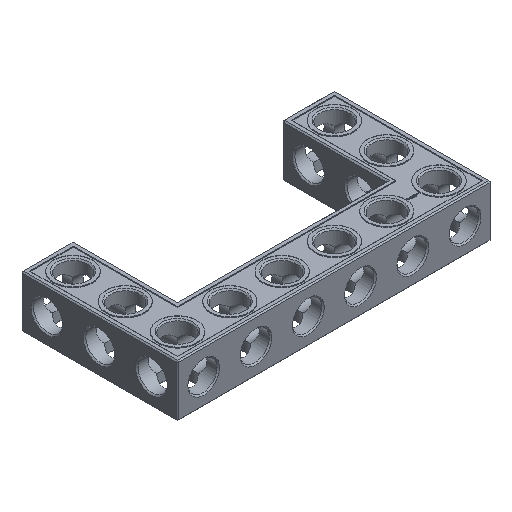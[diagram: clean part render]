
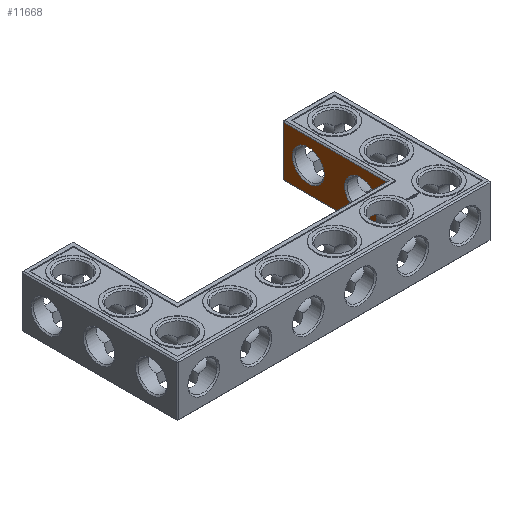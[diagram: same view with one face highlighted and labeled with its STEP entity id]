
A CAD part, isometric view. The second image highlights one B-rep face of the part: STEP entity #11668.
In plain terms, the highlighted planar face has unit normal (-1, 0, 0).
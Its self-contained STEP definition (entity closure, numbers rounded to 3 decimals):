
#1511 = PLANE('',#1512);
#1512 = AXIS2_PLACEMENT_3D('',#1513,#1514,#1515);
#1513 = CARTESIAN_POINT('',(-6.1,31.25,0.15));
#1514 = DIRECTION('',(-0.707,0.,-0.707));
#1515 = DIRECTION('',(0.,1.,0.));
#8327 = VERTEX_POINT('',#8328);
#8328 = CARTESIAN_POINT('',(-6.25,6.25,0.3));
#8342 = PLANE('',#8343);
#8343 = AXIS2_PLACEMENT_3D('',#8344,#8345,#8346);
#8344 = CARTESIAN_POINT('',(-56.25,6.25,0.));
#8345 = DIRECTION('',(0.,1.,0.));
#8346 = DIRECTION('',(1.,0.,0.));
#8380 = VERTEX_POINT('',#8381);
#8381 = CARTESIAN_POINT('',(-6.25,30.95,0.3));
#8407 = EDGE_CURVE('',#8380,#8327,#8408,.T.);
#8408 = SURFACE_CURVE('',#8409,(#8413,#8420),.PCURVE_S1.);
#8409 = LINE('',#8410,#8411);
#8410 = CARTESIAN_POINT('',(-6.25,31.25,0.3));
#8411 = VECTOR('',#8412,1.);
#8412 = DIRECTION('',(0.,-1.,0.));
#8413 = PCURVE('',#1511,#8414);
#8414 = DEFINITIONAL_REPRESENTATION('',(#8415),#8419);
#8415 = LINE('',#8416,#8417);
#8416 = CARTESIAN_POINT('',(-0.,-0.212));
#8417 = VECTOR('',#8418,1.);
#8418 = DIRECTION('',(-1.,0.));
#8419 = ( GEOMETRIC_REPRESENTATION_CONTEXT(2) 
PARAMETRIC_REPRESENTATION_CONTEXT() REPRESENTATION_CONTEXT('2D SPACE',''
  ) );
#8420 = PCURVE('',#8421,#8426);
#8421 = PLANE('',#8422);
#8422 = AXIS2_PLACEMENT_3D('',#8423,#8424,#8425);
#8423 = CARTESIAN_POINT('',(-6.25,31.25,0.));
#8424 = DIRECTION('',(1.,0.,0.));
#8425 = DIRECTION('',(0.,-1.,0.));
#8426 = DEFINITIONAL_REPRESENTATION('',(#8427),#8431);
#8427 = LINE('',#8428,#8429);
#8428 = CARTESIAN_POINT('',(0.,-0.3));
#8429 = VECTOR('',#8430,1.);
#8430 = DIRECTION('',(1.,0.));
#8431 = ( GEOMETRIC_REPRESENTATION_CONTEXT(2) 
PARAMETRIC_REPRESENTATION_CONTEXT() REPRESENTATION_CONTEXT('2D SPACE',''
  ) );
#11465 = VERTEX_POINT('',#11466);
#11466 = CARTESIAN_POINT('',(-6.25,6.25,12.2));
#11492 = EDGE_CURVE('',#8327,#11465,#11493,.T.);
#11493 = SURFACE_CURVE('',#11494,(#11498,#11505),.PCURVE_S1.);
#11494 = LINE('',#11495,#11496);
#11495 = CARTESIAN_POINT('',(-6.25,6.25,0.));
#11496 = VECTOR('',#11497,1.);
#11497 = DIRECTION('',(0.,0.,1.));
#11498 = PCURVE('',#8342,#11499);
#11499 = DEFINITIONAL_REPRESENTATION('',(#11500),#11504);
#11500 = LINE('',#11501,#11502);
#11501 = CARTESIAN_POINT('',(50.,0.));
#11502 = VECTOR('',#11503,1.);
#11503 = DIRECTION('',(0.,-1.));
#11504 = ( GEOMETRIC_REPRESENTATION_CONTEXT(2) 
PARAMETRIC_REPRESENTATION_CONTEXT() REPRESENTATION_CONTEXT('2D SPACE',''
  ) );
#11505 = PCURVE('',#8421,#11506);
#11506 = DEFINITIONAL_REPRESENTATION('',(#11507),#11511);
#11507 = LINE('',#11508,#11509);
#11508 = CARTESIAN_POINT('',(25.,0.));
#11509 = VECTOR('',#11510,1.);
#11510 = DIRECTION('',(0.,-1.));
#11511 = ( GEOMETRIC_REPRESENTATION_CONTEXT(2) 
PARAMETRIC_REPRESENTATION_CONTEXT() REPRESENTATION_CONTEXT('2D SPACE',''
  ) );
#11657 = PLANE('',#11658);
#11658 = AXIS2_PLACEMENT_3D('',#11659,#11660,#11661);
#11659 = CARTESIAN_POINT('',(-6.1,31.1,0.));
#11660 = DIRECTION('',(-0.707,0.707,0.));
#11661 = DIRECTION('',(-0.,-0.,-1.));
#11668 = ADVANCED_FACE('',(#11669,#11722,#11757),#8421,.F.);
#11669 = FACE_BOUND('',#11670,.F.);
#11670 = EDGE_LOOP('',(#11671,#11672,#11673,#11696));
#11671 = ORIENTED_EDGE('',*,*,#11492,.F.);
#11672 = ORIENTED_EDGE('',*,*,#8407,.F.);
#11673 = ORIENTED_EDGE('',*,*,#11674,.T.);
#11674 = EDGE_CURVE('',#8380,#11675,#11677,.T.);
#11675 = VERTEX_POINT('',#11676);
#11676 = CARTESIAN_POINT('',(-6.25,30.95,12.2));
#11677 = SURFACE_CURVE('',#11678,(#11682,#11689),.PCURVE_S1.);
#11678 = LINE('',#11679,#11680);
#11679 = CARTESIAN_POINT('',(-6.25,30.95,0.));
#11680 = VECTOR('',#11681,1.);
#11681 = DIRECTION('',(0.,0.,1.));
#11682 = PCURVE('',#8421,#11683);
#11683 = DEFINITIONAL_REPRESENTATION('',(#11684),#11688);
#11684 = LINE('',#11685,#11686);
#11685 = CARTESIAN_POINT('',(0.3,0.));
#11686 = VECTOR('',#11687,1.);
#11687 = DIRECTION('',(0.,-1.));
#11688 = ( GEOMETRIC_REPRESENTATION_CONTEXT(2) 
PARAMETRIC_REPRESENTATION_CONTEXT() REPRESENTATION_CONTEXT('2D SPACE',''
  ) );
#11689 = PCURVE('',#11657,#11690);
#11690 = DEFINITIONAL_REPRESENTATION('',(#11691),#11695);
#11691 = LINE('',#11692,#11693);
#11692 = CARTESIAN_POINT('',(-0.,0.212));
#11693 = VECTOR('',#11694,1.);
#11694 = DIRECTION('',(-1.,0.));
#11695 = ( GEOMETRIC_REPRESENTATION_CONTEXT(2) 
PARAMETRIC_REPRESENTATION_CONTEXT() REPRESENTATION_CONTEXT('2D SPACE',''
  ) );
#11696 = ORIENTED_EDGE('',*,*,#11697,.T.);
#11697 = EDGE_CURVE('',#11675,#11465,#11698,.T.);
#11698 = SURFACE_CURVE('',#11699,(#11703,#11710),.PCURVE_S1.);
#11699 = LINE('',#11700,#11701);
#11700 = CARTESIAN_POINT('',(-6.25,31.25,12.2));
#11701 = VECTOR('',#11702,1.);
#11702 = DIRECTION('',(0.,-1.,0.));
#11703 = PCURVE('',#8421,#11704);
#11704 = DEFINITIONAL_REPRESENTATION('',(#11705),#11709);
#11705 = LINE('',#11706,#11707);
#11706 = CARTESIAN_POINT('',(0.,-12.2));
#11707 = VECTOR('',#11708,1.);
#11708 = DIRECTION('',(1.,0.));
#11709 = ( GEOMETRIC_REPRESENTATION_CONTEXT(2) 
PARAMETRIC_REPRESENTATION_CONTEXT() REPRESENTATION_CONTEXT('2D SPACE',''
  ) );
#11710 = PCURVE('',#11711,#11716);
#11711 = PLANE('',#11712);
#11712 = AXIS2_PLACEMENT_3D('',#11713,#11714,#11715);
#11713 = CARTESIAN_POINT('',(-6.1,31.25,12.35));
#11714 = DIRECTION('',(0.707,0.,-0.707));
#11715 = DIRECTION('',(0.,1.,0.));
#11716 = DEFINITIONAL_REPRESENTATION('',(#11717),#11721);
#11717 = LINE('',#11718,#11719);
#11718 = CARTESIAN_POINT('',(-0.,-0.212));
#11719 = VECTOR('',#11720,1.);
#11720 = DIRECTION('',(-1.,0.));
#11721 = ( GEOMETRIC_REPRESENTATION_CONTEXT(2) 
PARAMETRIC_REPRESENTATION_CONTEXT() REPRESENTATION_CONTEXT('2D SPACE',''
  ) );
#11722 = FACE_BOUND('',#11723,.F.);
#11723 = EDGE_LOOP('',(#11724));
#11724 = ORIENTED_EDGE('',*,*,#11725,.T.);
#11725 = EDGE_CURVE('',#11726,#11726,#11728,.T.);
#11726 = VERTEX_POINT('',#11727);
#11727 = CARTESIAN_POINT('',(-6.25,12.5,10.05));
#11728 = SURFACE_CURVE('',#11729,(#11734,#11745),.PCURVE_S1.);
#11729 = CIRCLE('',#11730,3.8);
#11730 = AXIS2_PLACEMENT_3D('',#11731,#11732,#11733);
#11731 = CARTESIAN_POINT('',(-6.25,12.5,6.25));
#11732 = DIRECTION('',(-1.,0.,0.));
#11733 = DIRECTION('',(0.,0.,1.));
#11734 = PCURVE('',#8421,#11735);
#11735 = DEFINITIONAL_REPRESENTATION('',(#11736),#11744);
#11736 = ( BOUNDED_CURVE() B_SPLINE_CURVE(2,(#11737,#11738,#11739,#11740
    ,#11741,#11742,#11743),.UNSPECIFIED.,.T.,.F.) 
B_SPLINE_CURVE_WITH_KNOTS((1,2,2,2,2,1),(-2.094,0.,
    2.094,4.189,6.283,8.378),
.UNSPECIFIED.) CURVE() GEOMETRIC_REPRESENTATION_ITEM() 
RATIONAL_B_SPLINE_CURVE((1.,0.5,1.,0.5,1.,0.5,1.)) REPRESENTATION_ITEM(
  '') );
#11737 = CARTESIAN_POINT('',(18.75,-10.05));
#11738 = CARTESIAN_POINT('',(12.168,-10.05));
#11739 = CARTESIAN_POINT('',(15.459,-4.35));
#11740 = CARTESIAN_POINT('',(18.75,1.35));
#11741 = CARTESIAN_POINT('',(22.041,-4.35));
#11742 = CARTESIAN_POINT('',(25.332,-10.05));
#11743 = CARTESIAN_POINT('',(18.75,-10.05));
#11744 = ( GEOMETRIC_REPRESENTATION_CONTEXT(2) 
PARAMETRIC_REPRESENTATION_CONTEXT() REPRESENTATION_CONTEXT('2D SPACE',''
  ) );
#11745 = PCURVE('',#11746,#11751);
#11746 = CONICAL_SURFACE('',#11747,3.5,0.785);
#11747 = AXIS2_PLACEMENT_3D('',#11748,#11749,#11750);
#11748 = CARTESIAN_POINT('',(-5.95,12.5,6.25));
#11749 = DIRECTION('',(-1.,-0.,0.));
#11750 = DIRECTION('',(0.,0.,1.));
#11751 = DEFINITIONAL_REPRESENTATION('',(#11752),#11756);
#11752 = LINE('',#11753,#11754);
#11753 = CARTESIAN_POINT('',(0.,0.3));
#11754 = VECTOR('',#11755,1.);
#11755 = DIRECTION('',(1.,0.));
#11756 = ( GEOMETRIC_REPRESENTATION_CONTEXT(2) 
PARAMETRIC_REPRESENTATION_CONTEXT() REPRESENTATION_CONTEXT('2D SPACE',''
  ) );
#11757 = FACE_BOUND('',#11758,.F.);
#11758 = EDGE_LOOP('',(#11759));
#11759 = ORIENTED_EDGE('',*,*,#11760,.T.);
#11760 = EDGE_CURVE('',#11761,#11761,#11763,.T.);
#11761 = VERTEX_POINT('',#11762);
#11762 = CARTESIAN_POINT('',(-6.25,25.,10.05));
#11763 = SURFACE_CURVE('',#11764,(#11769,#11780),.PCURVE_S1.);
#11764 = CIRCLE('',#11765,3.8);
#11765 = AXIS2_PLACEMENT_3D('',#11766,#11767,#11768);
#11766 = CARTESIAN_POINT('',(-6.25,25.,6.25));
#11767 = DIRECTION('',(-1.,0.,0.));
#11768 = DIRECTION('',(0.,0.,1.));
#11769 = PCURVE('',#8421,#11770);
#11770 = DEFINITIONAL_REPRESENTATION('',(#11771),#11779);
#11771 = ( BOUNDED_CURVE() B_SPLINE_CURVE(2,(#11772,#11773,#11774,#11775
    ,#11776,#11777,#11778),.UNSPECIFIED.,.T.,.F.) 
B_SPLINE_CURVE_WITH_KNOTS((1,2,2,2,2,1),(-2.094,0.,
    2.094,4.189,6.283,8.378),
.UNSPECIFIED.) CURVE() GEOMETRIC_REPRESENTATION_ITEM() 
RATIONAL_B_SPLINE_CURVE((1.,0.5,1.,0.5,1.,0.5,1.)) REPRESENTATION_ITEM(
  '') );
#11772 = CARTESIAN_POINT('',(6.25,-10.05));
#11773 = CARTESIAN_POINT('',(-0.332,-10.05));
#11774 = CARTESIAN_POINT('',(2.959,-4.35));
#11775 = CARTESIAN_POINT('',(6.25,1.35));
#11776 = CARTESIAN_POINT('',(9.541,-4.35));
#11777 = CARTESIAN_POINT('',(12.832,-10.05));
#11778 = CARTESIAN_POINT('',(6.25,-10.05));
#11779 = ( GEOMETRIC_REPRESENTATION_CONTEXT(2) 
PARAMETRIC_REPRESENTATION_CONTEXT() REPRESENTATION_CONTEXT('2D SPACE',''
  ) );
#11780 = PCURVE('',#11781,#11786);
#11781 = CONICAL_SURFACE('',#11782,3.5,0.785);
#11782 = AXIS2_PLACEMENT_3D('',#11783,#11784,#11785);
#11783 = CARTESIAN_POINT('',(-5.95,25.,6.25));
#11784 = DIRECTION('',(-1.,-0.,0.));
#11785 = DIRECTION('',(0.,0.,1.));
#11786 = DEFINITIONAL_REPRESENTATION('',(#11787),#11791);
#11787 = LINE('',#11788,#11789);
#11788 = CARTESIAN_POINT('',(0.,0.3));
#11789 = VECTOR('',#11790,1.);
#11790 = DIRECTION('',(1.,0.));
#11791 = ( GEOMETRIC_REPRESENTATION_CONTEXT(2) 
PARAMETRIC_REPRESENTATION_CONTEXT() REPRESENTATION_CONTEXT('2D SPACE',''
  ) );
